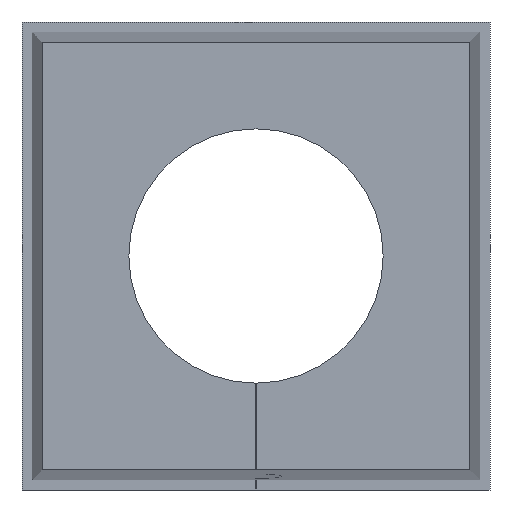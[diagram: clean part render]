
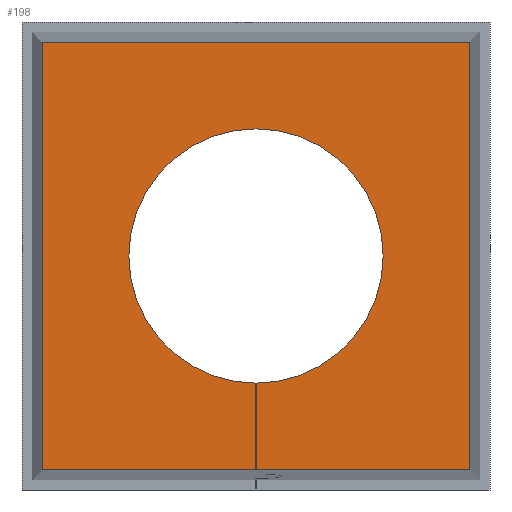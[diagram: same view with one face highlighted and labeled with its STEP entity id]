
A CAD part, front view. The second image highlights one B-rep face of the part: STEP entity #198.
In plain terms, the highlighted planar face has unit normal (0, -1, 0).
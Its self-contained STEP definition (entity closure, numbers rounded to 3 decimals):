
#39 = ORIENTED_EDGE ( 'NONE', *, *, #319, .F. ) ;
#41 = DIRECTION ( 'NONE',  ( 0., 1., 0. ) ) ;
#51 = ORIENTED_EDGE ( 'NONE', *, *, #188, .T. ) ;
#59 = DIRECTION ( 'NONE',  ( 1., 0., 0. ) ) ;
#63 = VECTOR ( 'NONE', #662, 1000. ) ;
#82 = LINE ( 'NONE', #395, #347 ) ;
#85 = VECTOR ( 'NONE', #59, 1000. ) ;
#89 = CIRCLE ( 'NONE', #614, 12.5 ) ;
#94 = AXIS2_PLACEMENT_3D ( 'NONE', #387, #569, #138 ) ;
#116 = DIRECTION ( 'NONE',  ( 0., 0., -1. ) ) ;
#123 = CARTESIAN_POINT ( 'NONE',  ( -22., -14.5, 20.994 ) ) ;
#128 = DIRECTION ( 'NONE',  ( -1., 0., 0. ) ) ;
#130 = EDGE_CURVE ( 'NONE', #427, #248, #89, .T. ) ;
#138 = DIRECTION ( 'NONE',  ( -1., 0., 0. ) ) ;
#141 = CARTESIAN_POINT ( 'NONE',  ( -0.005, -14.5, -12.5 ) ) ;
#152 = VECTOR ( 'NONE', #394, 1000. ) ;
#158 = FACE_OUTER_BOUND ( 'NONE', #219, .T. ) ;
#164 = EDGE_CURVE ( 'NONE', #207, #427, #166, .T. ) ;
#166 = LINE ( 'NONE', #295, #63 ) ;
#169 = CARTESIAN_POINT ( 'NONE',  ( 20.994, -14.5, 22. ) ) ;
#188 = EDGE_CURVE ( 'NONE', #248, #282, #417, .T. ) ;
#195 = AXIS2_PLACEMENT_3D ( 'NONE', #779, #716, #224 ) ;
#198 = ADVANCED_FACE ( 'NONE', ( #158 ), #434, .F. ) ;
#207 = VERTEX_POINT ( 'NONE', #305 ) ;
#208 = VECTOR ( 'NONE', #577, 1000. ) ;
#219 = EDGE_LOOP ( 'NONE', ( #663, #378, #51, #730, #609, #645, #646, #39, #458, #447 ) ) ;
#224 = DIRECTION ( 'NONE',  ( -1., 0., 0. ) ) ;
#225 = VERTEX_POINT ( 'NONE', #624 ) ;
#248 = VERTEX_POINT ( 'NONE', #682 ) ;
#251 = LINE ( 'NONE', #169, #414 ) ;
#282 = VERTEX_POINT ( 'NONE', #563 ) ;
#283 = EDGE_CURVE ( 'NONE', #338, #558, #251, .T. ) ;
#295 = CARTESIAN_POINT ( 'NONE',  ( -0.005, -14.5, -11.5 ) ) ;
#305 = CARTESIAN_POINT ( 'NONE',  ( -0.005, -14.5, -20.994 ) ) ;
#316 = CARTESIAN_POINT ( 'NONE',  ( 22., -14.5, -20.994 ) ) ;
#319 = EDGE_CURVE ( 'NONE', #225, #338, #731, .T. ) ;
#324 = LINE ( 'NONE', #754, #208 ) ;
#338 = VERTEX_POINT ( 'NONE', #556 ) ;
#347 = VECTOR ( 'NONE', #648, 1000. ) ;
#361 = EDGE_CURVE ( 'NONE', #470, #567, #758, .T. ) ;
#365 = CARTESIAN_POINT ( 'NONE',  ( 0., -14.5, 0. ) ) ;
#367 = CARTESIAN_POINT ( 'NONE',  ( 20.994, -14.5, -20.994 ) ) ;
#376 = DIRECTION ( 'NONE',  ( 1., 0., 0. ) ) ;
#378 = ORIENTED_EDGE ( 'NONE', *, *, #130, .T. ) ;
#387 = CARTESIAN_POINT ( 'NONE',  ( 0., -14.5, 0. ) ) ;
#394 = DIRECTION ( 'NONE',  ( 0., 0., -1. ) ) ;
#395 = CARTESIAN_POINT ( 'NONE',  ( -20.994, -14.5, -22. ) ) ;
#396 = EDGE_CURVE ( 'NONE', #207, #498, #324, .T. ) ;
#406 = CIRCLE ( 'NONE', #94, 12.5 ) ;
#414 = VECTOR ( 'NONE', #116, 1000. ) ;
#417 = CIRCLE ( 'NONE', #195, 12.5 ) ;
#427 = VERTEX_POINT ( 'NONE', #141 ) ;
#434 = PLANE ( 'NONE',  #521 ) ;
#447 = ORIENTED_EDGE ( 'NONE', *, *, #396, .F. ) ;
#448 = CARTESIAN_POINT ( 'NONE',  ( 0.005, -14.5, -12.5 ) ) ;
#458 = ORIENTED_EDGE ( 'NONE', *, *, #777, .F. ) ;
#470 = VERTEX_POINT ( 'NONE', #448 ) ;
#494 = LINE ( 'NONE', #316, #710 ) ;
#498 = VERTEX_POINT ( 'NONE', #568 ) ;
#521 = AXIS2_PLACEMENT_3D ( 'NONE', #365, #620, #376 ) ;
#556 = CARTESIAN_POINT ( 'NONE',  ( 20.994, -14.5, 20.994 ) ) ;
#558 = VERTEX_POINT ( 'NONE', #367 ) ;
#563 = CARTESIAN_POINT ( 'NONE',  ( 12.5, -14.5, 0. ) ) ;
#567 = VERTEX_POINT ( 'NONE', #613 ) ;
#568 = CARTESIAN_POINT ( 'NONE',  ( -20.994, -14.5, -20.994 ) ) ;
#569 = DIRECTION ( 'NONE',  ( 0., 1., 0. ) ) ;
#577 = DIRECTION ( 'NONE',  ( -1., 0., 0. ) ) ;
#581 = CARTESIAN_POINT ( 'NONE',  ( 0.005, -14.5, -11.5 ) ) ;
#592 = DIRECTION ( 'NONE',  ( -1., 0., 0. ) ) ;
#602 = EDGE_CURVE ( 'NONE', #558, #567, #494, .T. ) ;
#609 = ORIENTED_EDGE ( 'NONE', *, *, #361, .T. ) ;
#613 = CARTESIAN_POINT ( 'NONE',  ( 0.005, -14.5, -20.994 ) ) ;
#614 = AXIS2_PLACEMENT_3D ( 'NONE', #782, #41, #592 ) ;
#620 = DIRECTION ( 'NONE',  ( 0., 1., 0. ) ) ;
#624 = CARTESIAN_POINT ( 'NONE',  ( -20.994, -14.5, 20.994 ) ) ;
#645 = ORIENTED_EDGE ( 'NONE', *, *, #602, .F. ) ;
#646 = ORIENTED_EDGE ( 'NONE', *, *, #283, .F. ) ;
#648 = DIRECTION ( 'NONE',  ( 0., 0., 1. ) ) ;
#662 = DIRECTION ( 'NONE',  ( 0., 0., 1. ) ) ;
#663 = ORIENTED_EDGE ( 'NONE', *, *, #164, .T. ) ;
#682 = CARTESIAN_POINT ( 'NONE',  ( -12.5, -14.5, 0. ) ) ;
#710 = VECTOR ( 'NONE', #128, 1000. ) ;
#716 = DIRECTION ( 'NONE',  ( 0., 1., 0. ) ) ;
#730 = ORIENTED_EDGE ( 'NONE', *, *, #750, .T. ) ;
#731 = LINE ( 'NONE', #123, #85 ) ;
#750 = EDGE_CURVE ( 'NONE', #282, #470, #406, .T. ) ;
#754 = CARTESIAN_POINT ( 'NONE',  ( 22., -14.5, -20.994 ) ) ;
#758 = LINE ( 'NONE', #581, #152 ) ;
#777 = EDGE_CURVE ( 'NONE', #498, #225, #82, .T. ) ;
#779 = CARTESIAN_POINT ( 'NONE',  ( 0., -14.5, 0. ) ) ;
#782 = CARTESIAN_POINT ( 'NONE',  ( 0., -14.5, 0. ) ) ;
